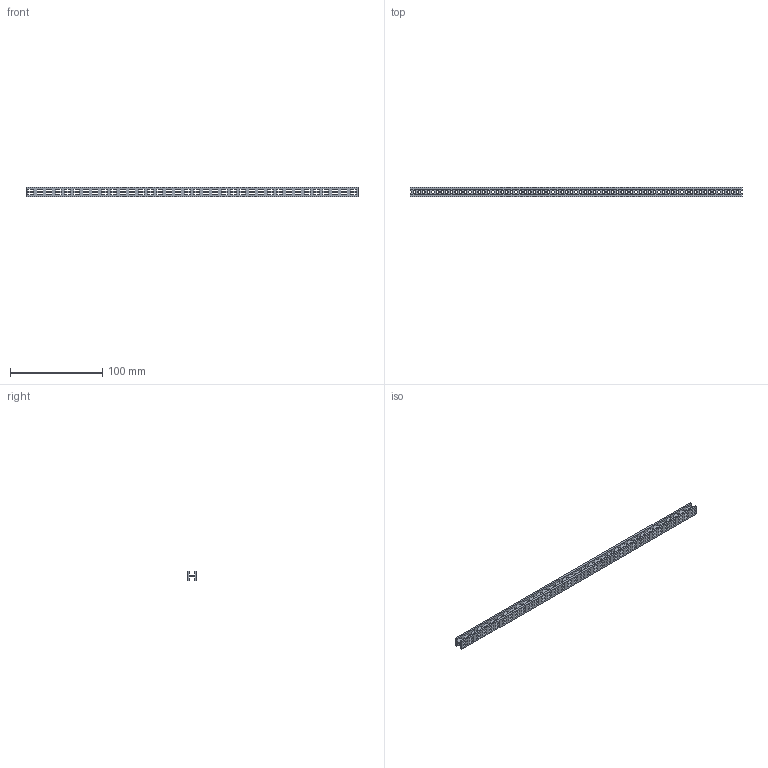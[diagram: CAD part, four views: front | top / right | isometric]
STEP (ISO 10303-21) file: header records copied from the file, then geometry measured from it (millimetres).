
FILE_DESCRIPTION (( 'STEP AP203' ), '1' );
FILE_NAME ('Beam 360.STEP', '2017-02-03T08:57:41', ( '' ), ( '' ), 'SwSTEP 2.0', 'SolidWorks 2015', '' );
FILE_SCHEMA (( 'CONFIG_CONTROL_DESIGN' ));
Length unit declared in the file: millimetre
Products named in the file (1): Beam 360
Bounding box: 360 x 10 x 10 mm (x, y, z)
Volume: 14246.1 mm3; surface area: 21743.3 mm2
Topology: 1 solids, 1 shells, 593 faces, 2205 edges, 1470 vertices
Faces by surface type: plane 448, cylinder 145
Entity records: 24066 total; most frequent: ORIENTED_EDGE 4410, CARTESIAN_POINT 4269, DIRECTION 3683, EDGE_CURVE 2205, LINE 1915, VECTOR 1915, VERTEX_POINT 1470, AXIS2_PLACEMENT_3D 884
